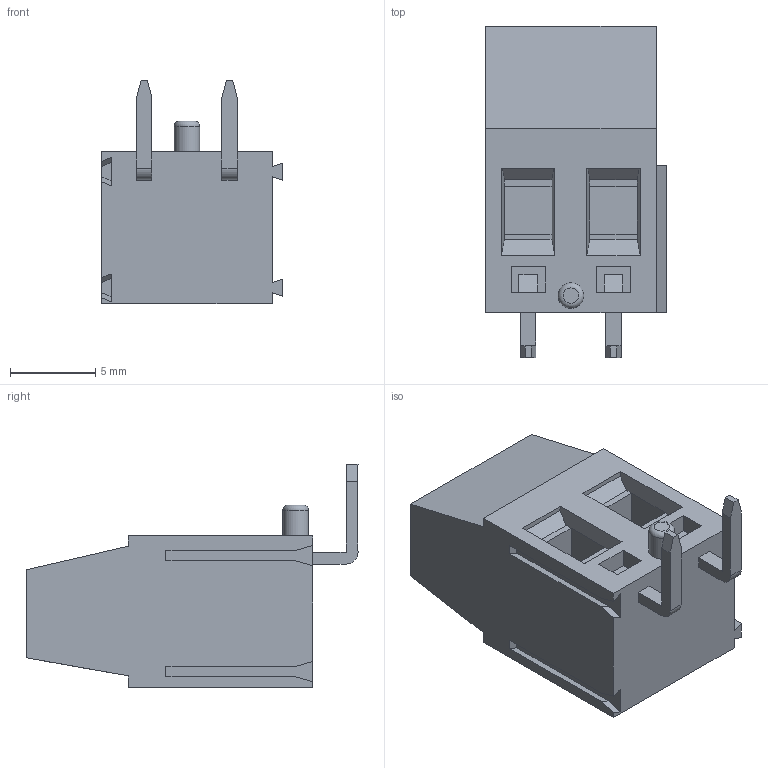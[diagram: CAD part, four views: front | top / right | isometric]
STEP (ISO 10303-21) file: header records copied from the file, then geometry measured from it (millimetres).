
FILE_DESCRIPTION(('STEP AP214'),'1');
FILE_NAME('MVE252-5-HR.stp','2019-09-20T08:44:27',(' '),(' '),'Spatial InterOp 3D',' ',' ');
FILE_SCHEMA(('automotive_design'));
Length unit declared in the file: metre
Products named in the file (1): 1
Bounding box: 10.6 x 19.45 x 13.1 mm (x, y, z)
Volume: 1175.5 mm3; surface area: 1227.5 mm2
Topology: 1 solids, 1 shells, 143 faces, 366 edges, 241 vertices
Faces by surface type: plane 124, cylinder 15, cone 2, extrusion 1, torus 1
Full cylindrical faces by diameter (mm): 1.5 x1, 2.6 x2, 2.85 x2, 3.8 x2, 4.1 x2
Entity records: 5323 total; most frequent: CARTESIAN_POINT 745, ORIENTED_EDGE 696, DIRECTION 670, EDGE_CURVE 348, VECTOR 310, LINE 309, VERTEX_POINT 235, AXIS2_PLACEMENT_3D 180
